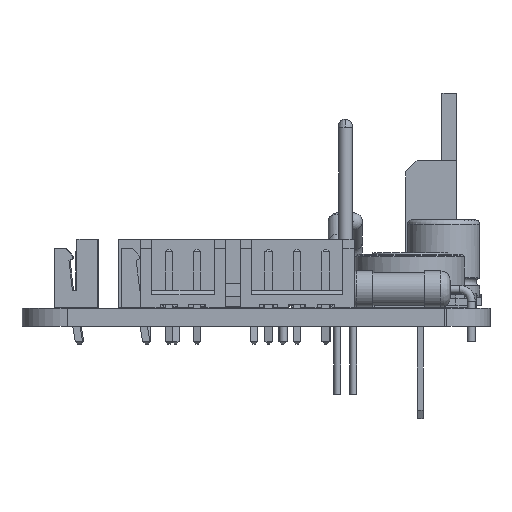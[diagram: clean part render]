
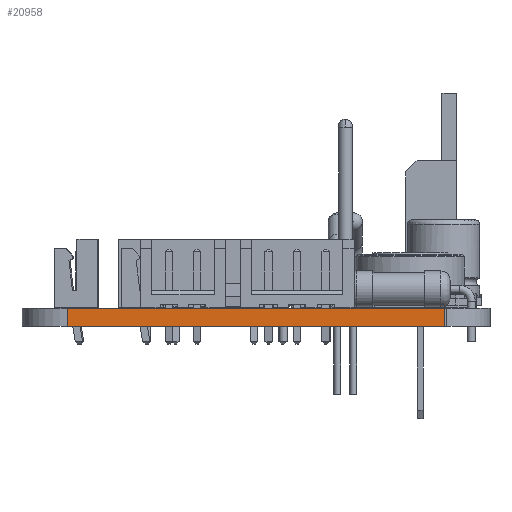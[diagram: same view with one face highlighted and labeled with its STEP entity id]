
A CAD part, left-side view. The second image highlights one B-rep face of the part: STEP entity #20958.
In plain terms, the highlighted planar face has unit normal (-1, 0, 0).
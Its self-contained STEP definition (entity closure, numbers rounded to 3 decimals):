
#2603=FACE_OUTER_BOUND('',#3892,.T.);
#3892=EDGE_LOOP('',(#17233,#17234,#17235,#17236));
#5592=LINE('',#49327,#7589);
#5595=LINE('',#49455,#7592);
#5602=LINE('',#49590,#7599);
#5604=LINE('',#49594,#7601);
#7589=VECTOR('',#26839,1.);
#7592=VECTOR('',#26966,1.);
#7599=VECTOR('',#27101,1.);
#7601=VECTOR('',#27107,1.);
#9504=VERTEX_POINT('',#49324);
#9505=VERTEX_POINT('',#49326);
#9567=VERTEX_POINT('',#49452);
#9568=VERTEX_POINT('',#49454);
#12118=EDGE_CURVE('',#9504,#9505,#5592,.T.);
#12182=EDGE_CURVE('',#9568,#9567,#5595,.T.);
#12250=EDGE_CURVE('',#9505,#9567,#5602,.T.);
#12252=EDGE_CURVE('',#9504,#9568,#5604,.T.);
#17233=ORIENTED_EDGE('',*,*,#12252,.T.);
#17234=ORIENTED_EDGE('',*,*,#12182,.T.);
#17235=ORIENTED_EDGE('',*,*,#12250,.F.);
#17236=ORIENTED_EDGE('',*,*,#12118,.F.);
#19263=PLANE('',#22740);
#20958=ADVANCED_FACE('',(#2603),#19263,.T.);
#22740=AXIS2_PLACEMENT_3D('',#49593,#27105,#27106);
#26839=DIRECTION('',(0.,1.,0.));
#26966=DIRECTION('',(0.,1.,0.));
#27101=DIRECTION('',(0.,0.,1.));
#27105=DIRECTION('center_axis',(-1.,0.,0.));
#27106=DIRECTION('ref_axis',(0.,1.,0.));
#27107=DIRECTION('',(0.,0.,1.));
#49324=CARTESIAN_POINT('',(-35.,-16.5,0.));
#49326=CARTESIAN_POINT('',(-35.,16.5,0.));
#49327=CARTESIAN_POINT('',(-35.,-16.5,0.));
#49452=CARTESIAN_POINT('',(-35.,16.5,1.6));
#49454=CARTESIAN_POINT('',(-35.,-16.5,1.6));
#49455=CARTESIAN_POINT('',(-35.,-16.5,1.6));
#49590=CARTESIAN_POINT('',(-35.,16.5,0.));
#49593=CARTESIAN_POINT('Origin',(-35.,-16.5,0.));
#49594=CARTESIAN_POINT('',(-35.,-16.5,0.));
